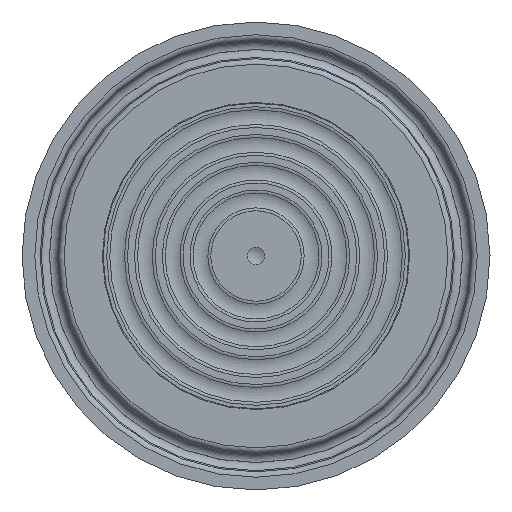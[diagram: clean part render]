
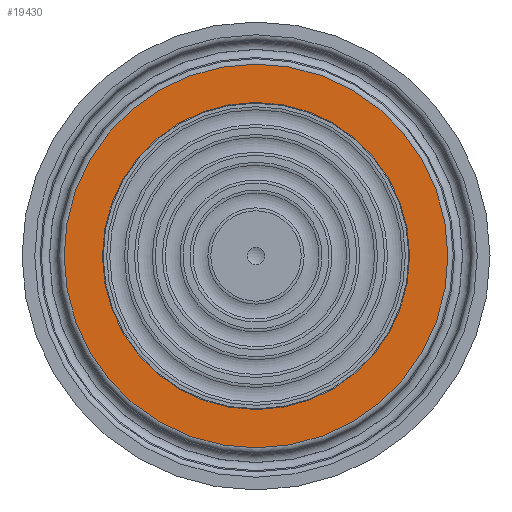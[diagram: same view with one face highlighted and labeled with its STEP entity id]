
A CAD part, left-side view. The second image highlights one B-rep face of the part: STEP entity #19430.
In plain terms, the highlighted planar face has unit normal (-1, 0, 0).
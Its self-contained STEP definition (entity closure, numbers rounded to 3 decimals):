
#252=FACE_BOUND('',#3212,.T.);
#951=PLANE('',#20732);
#2049=FACE_OUTER_BOUND('',#3211,.T.);
#3211=EDGE_LOOP('',(#17853));
#3212=EDGE_LOOP('',(#17854));
#3851=CIRCLE('',#20729,21.);
#3853=CIRCLE('',#20733,26.242);
#9038=VERTEX_POINT('',#62256);
#9040=VERTEX_POINT('',#62263);
#11987=EDGE_CURVE('',#9038,#9038,#3851,.T.);
#11990=EDGE_CURVE('',#9040,#9040,#3853,.T.);
#17853=ORIENTED_EDGE('',*,*,#11990,.F.);
#17854=ORIENTED_EDGE('',*,*,#11987,.T.);
#19430=ADVANCED_FACE('',(#2049,#252),#951,.T.);
#20729=AXIS2_PLACEMENT_3D('',#62257,#24096,#24097);
#20732=AXIS2_PLACEMENT_3D('',#62262,#24103,#24104);
#20733=AXIS2_PLACEMENT_3D('',#62264,#24105,#24106);
#24096=DIRECTION('center_axis',(1.,0.,0.));
#24097=DIRECTION('ref_axis',(0.,1.,0.));
#24103=DIRECTION('center_axis',(-1.,0.,0.));
#24104=DIRECTION('ref_axis',(0.,0.,1.));
#24105=DIRECTION('center_axis',(1.,0.,0.));
#24106=DIRECTION('ref_axis',(0.,0.,-1.));
#62256=CARTESIAN_POINT('',(0.,-21.,0.));
#62257=CARTESIAN_POINT('Origin',(0.,0.,
0.));
#62262=CARTESIAN_POINT('Origin',(0.,26.242,
0.));
#62263=CARTESIAN_POINT('',(0.,0.,
26.242));
#62264=CARTESIAN_POINT('Origin',(0.,0.,
0.));
